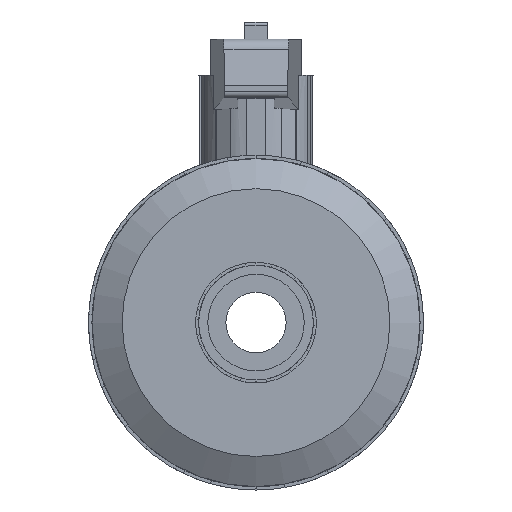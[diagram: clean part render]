
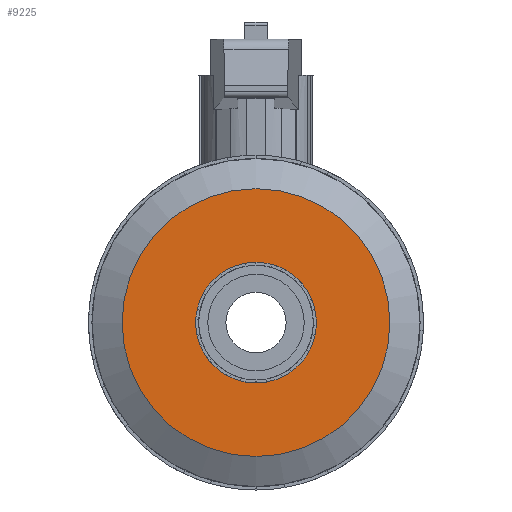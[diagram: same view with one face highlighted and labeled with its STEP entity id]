
A CAD part, left-side view. The second image highlights one B-rep face of the part: STEP entity #9225.
In plain terms, the highlighted planar face has unit normal (-1, 0, 0).
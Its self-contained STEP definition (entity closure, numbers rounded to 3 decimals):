
#2508=CARTESIAN_POINT('',(-30.047,0.,-10.0));
#2509=VERTEX_POINT('',#2508);
#2510=CARTESIAN_POINT('',(-30.047,0.0,0.0));
#2511=DIRECTION('',(-1.0,0.0,0.0));
#2512=DIRECTION('',(0.0,0.0,1.0));
#2513=AXIS2_PLACEMENT_3D('',#2510,#2511,#2512);
#2514=CIRCLE('',#2513,10.0);
#2515=EDGE_CURVE('',#2509,#2509,#2514,.T.);
#2536=CARTESIAN_POINT('',(-30.047,0.,-22.2));
#2537=VERTEX_POINT('',#2536);
#2538=CARTESIAN_POINT('',(-30.047,0.0,0.0));
#2539=DIRECTION('',(-1.0,0.0,0.0));
#2540=DIRECTION('',(0.0,0.0,1.0));
#2541=AXIS2_PLACEMENT_3D('',#2538,#2539,#2540);
#2542=CIRCLE('',#2541,22.2);
#2543=EDGE_CURVE('',#2537,#2537,#2542,.T.);
#9214=CARTESIAN_POINT('',(-30.047,0.0,16.1));
#9215=DIRECTION('',(-1.0,0.0,0.0));
#9216=DIRECTION('',(0.0,0.0,1.0));
#9217=AXIS2_PLACEMENT_3D('',#9214,#9215,#9216);
#9218=PLANE('',#9217);
#9219=ORIENTED_EDGE('',*,*,#2543,.T.);
#9220=EDGE_LOOP('',(#9219));
#9221=FACE_OUTER_BOUND('',#9220,.T.);
#9222=ORIENTED_EDGE('',*,*,#2515,.F.);
#9223=EDGE_LOOP('',(#9222));
#9224=FACE_BOUND('',#9223,.T.);
#9225=ADVANCED_FACE('',(#9221,#9224),#9218,.T.);
